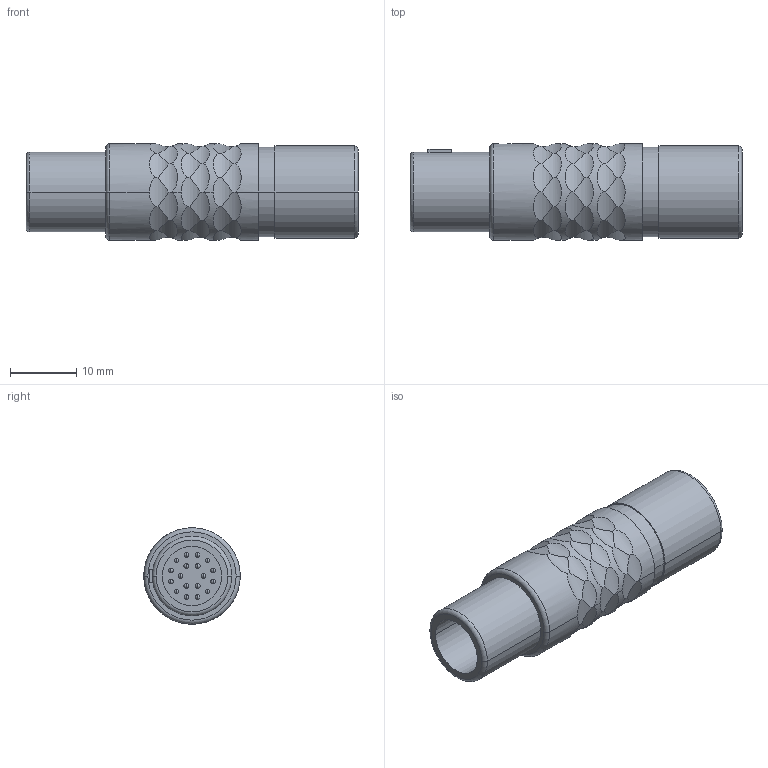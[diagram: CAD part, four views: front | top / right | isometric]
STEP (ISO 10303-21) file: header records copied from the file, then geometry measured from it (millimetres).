
FILE_DESCRIPTION((''),'2;1');
FILE_NAME('S12L0C-P18M','2013-01-23T',('RTrager'),(''),'PRO/ENGINEER BY PARAMETRIC TECHNOLOGY CORPORATION, 2010330','PRO/ENGINEER BY PARAMETRIC TECHNOLOGY CORPORATION, 2010330','');
FILE_SCHEMA(('CONFIG_CONTROL_DESIGN'));
Length unit declared in the file: millimetre
Products named in the file (1): S12L0C-P18M
Bounding box: 50 x 14.5 x 14.5 mm (x, y, z)
Volume: 4949.6 mm3; surface area: 4054.4 mm2
Topology: 1 solids, 1 shells, 355 faces, 928 edges, 582 vertices
Faces by surface type: cylinder 228, plane 58, sphere 36, torus 24, bspline 9
Entity records: 12858 total; most frequent: CARTESIAN_POINT 4535, ORIENTED_EDGE 1784, DIRECTION 1666, EDGE_CURVE 892, AXIS2_PLACEMENT_3D 711, VERTEX_POINT 582, EDGE_LOOP 398, CIRCLE 365
